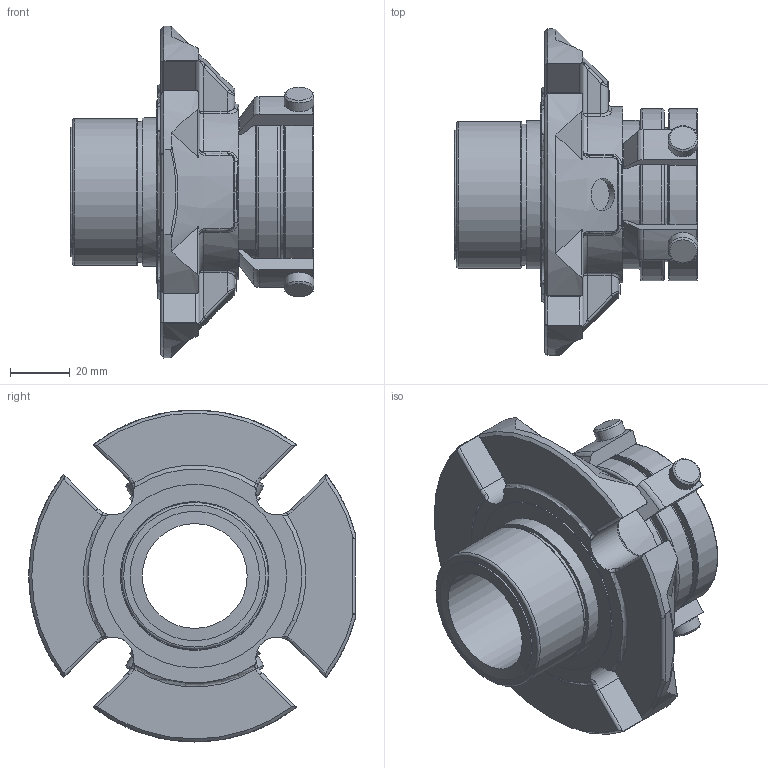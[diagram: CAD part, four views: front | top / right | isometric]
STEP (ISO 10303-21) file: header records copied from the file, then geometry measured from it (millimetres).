
FILE_DESCRIPTION(/* description */ ('Unknown'),/* implementation_level */ '2;1');
FILE_NAME(/* name */ '35mm',/* time_stamp */ '2023-02-07T14:03:35+00:00',/* author */ ('Unknown'),/* organization */ ('Unknown'),/* preprocessor_version */ 'ST-DEVELOPER v16.7',/* originating_system */ 'Solid Edge',/* authorisation */ 'Unknown');
FILE_SCHEMA (('AUTOMOTIVE_DESIGN {1 0 10303 214 3 1 1}'));
Length unit declared in the file: millimetre
Products named in the file (1): 35mm test 3
Bounding box: 81.48 x 109.03 x 110.87 mm (x, y, z)
Volume: 195344.6 mm3; surface area: 48151.3 mm2
Topology: 1 solids, 1 shells, 543 faces, 1359 edges, 853 vertices
Faces by surface type: plane 194, cylinder 147, bspline 80, torus 72, cone 26, sphere 24
Full cylindrical faces by diameter (mm): 2.821 x1, 10 x4, 10.998 x2, 35.001 x1, 43.18 x1, 44.806 x1, 47.142 x1, 48.971 x1, 49.606 x2, 57.556 x2, 58.75 x1, 61.316 x1
Entity records: 18847 total; most frequent: CARTESIAN_POINT 6819, ORIENTED_EDGE 2606, DIRECTION 2277, EDGE_CURVE 1303, AXIS2_PLACEMENT_3D 898, VERTEX_POINT 837, EDGE_LOOP 628, FACE_BOUND 628
